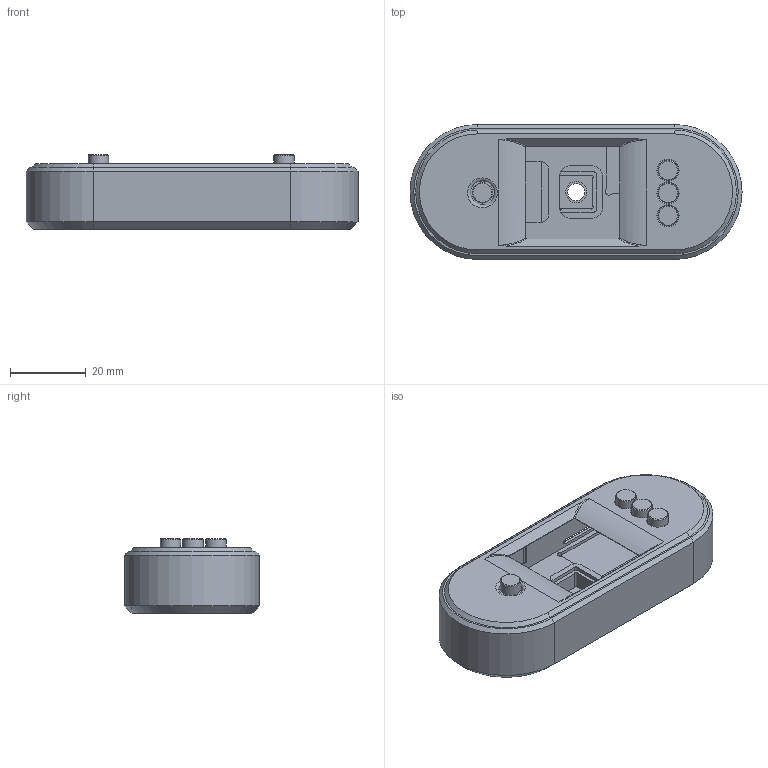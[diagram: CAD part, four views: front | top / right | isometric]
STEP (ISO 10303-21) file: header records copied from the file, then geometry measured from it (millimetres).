
FILE_DESCRIPTION(/* description */ (''),/* implementation_level */ '2;1');
FILE_NAME(/* name */ 'mt_v2_pill.step',/* time_stamp */ '2025-08-31T15:19:16-05:00',/* author */ (''),/* organization */ (''),/* preprocessor_version */ 'ST-DEVELOPER v20.1',/* originating_system */ 'Autodesk Translation Framework v14.10.0.0',/* authorisation */ '');
FILE_SCHEMA (('AUTOMOTIVE_DESIGN { 1 0 10303 214 3 1 1 }'));
Length unit declared in the file: millimetre
Products named in the file (1): MT01
Bounding box: 87.8 x 35.7 x 19.8 mm (x, y, z)
Volume: 17883.7 mm3; surface area: 17230.9 mm2
Topology: 6 solids, 6 shells, 401 faces, 1080 edges, 712 vertices
Faces by surface type: cylinder 213, plane 158, cone 13, bspline 13, torus 4
Full cylindrical faces by diameter (mm): 2.075 x24, 2.58 x28, 2.75 x4, 4 x1, 4.5 x1, 5.4 x4, 5.46 x3, 5.6 x1, 6 x8, 6.3 x1, 16.056 x1
Entity records: 35206 total; most frequent: CARTESIAN_POINT 25054, ORIENTED_EDGE 2160, DIRECTION 2064, EDGE_CURVE 1080, AXIS2_PLACEMENT_3D 762, VERTEX_POINT 712, LINE 540, VECTOR 540
